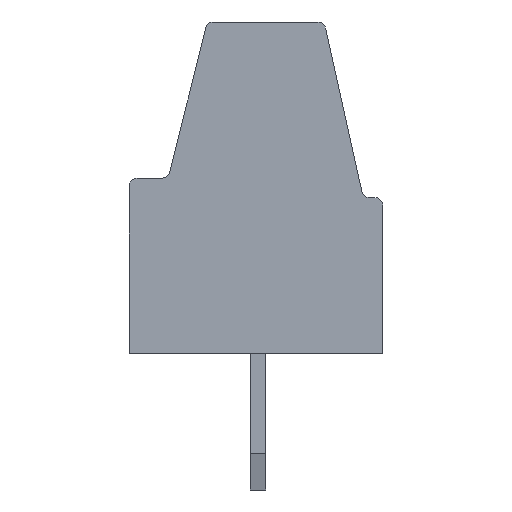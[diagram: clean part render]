
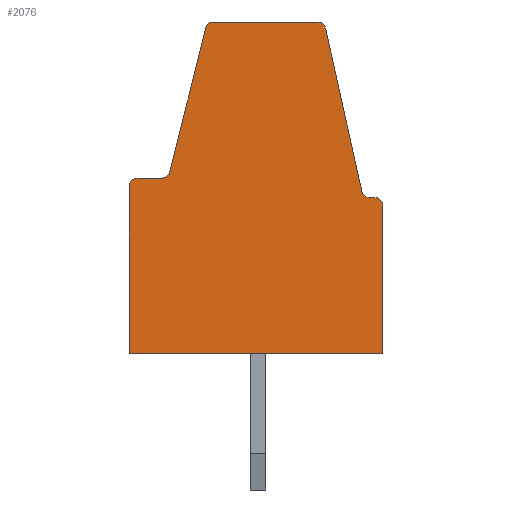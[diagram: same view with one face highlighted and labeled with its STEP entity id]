
A CAD part, left-side view. The second image highlights one B-rep face of the part: STEP entity #2076.
In plain terms, the highlighted planar face has unit normal (-1, 0, 0).
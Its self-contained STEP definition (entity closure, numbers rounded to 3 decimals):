
#60=CIRCLE('',#2214,0.2);
#62=CIRCLE('',#2219,0.2);
#68=CIRCLE('',#2228,0.2);
#69=CIRCLE('',#2233,0.2);
#70=CIRCLE('',#2237,0.2);
#71=CIRCLE('',#2238,0.2);
#240=FACE_OUTER_BOUND('',#360,.T.);
#360=EDGE_LOOP('',(#1819,#1820,#1821,#1822,#1823,#1824,#1825,#1826,#1827,
#1828,#1829,#1830,#1831,#1832));
#554=LINE('',#3216,#796);
#581=LINE('',#3268,#823);
#587=LINE('',#3285,#829);
#590=LINE('',#3290,#832);
#593=LINE('',#3300,#835);
#602=LINE('',#3327,#844);
#608=LINE('',#3342,#850);
#609=LINE('',#3344,#851);
#796=VECTOR('',#2640,1000.);
#823=VECTOR('',#2685,1000.);
#829=VECTOR('',#2699,1000.);
#832=VECTOR('',#2704,1000.);
#835=VECTOR('',#2715,1000.);
#844=VECTOR('',#2744,1000.);
#850=VECTOR('',#2762,1000.);
#851=VECTOR('',#2765,1000.);
#997=VERTEX_POINT('',#3214);
#998=VERTEX_POINT('',#3215);
#1013=VERTEX_POINT('',#3266);
#1014=VERTEX_POINT('',#3267);
#1017=VERTEX_POINT('',#3275);
#1018=VERTEX_POINT('',#3276);
#1021=VERTEX_POINT('',#3284);
#1023=VERTEX_POINT('',#3293);
#1025=VERTEX_POINT('',#3299);
#1032=VERTEX_POINT('',#3318);
#1033=VERTEX_POINT('',#3326);
#1034=VERTEX_POINT('',#3330);
#1035=VERTEX_POINT('',#3339);
#1036=VERTEX_POINT('',#3341);
#1242=EDGE_CURVE('',#997,#998,#554,.T.);
#1269=EDGE_CURVE('',#1013,#1014,#581,.T.);
#1273=EDGE_CURVE('',#1017,#1018,#60,.T.);
#1277=EDGE_CURVE('',#1021,#997,#587,.T.);
#1280=EDGE_CURVE('',#998,#1017,#590,.T.);
#1282=EDGE_CURVE('',#1023,#1021,#62,.T.);
#1285=EDGE_CURVE('',#1025,#1023,#593,.T.);
#1295=EDGE_CURVE('',#1025,#1032,#68,.T.);
#1299=EDGE_CURVE('',#1033,#1032,#602,.T.);
#1301=EDGE_CURVE('',#1034,#1013,#69,.T.);
#1306=EDGE_CURVE('',#1033,#1035,#70,.T.);
#1307=EDGE_CURVE('',#1036,#1035,#608,.T.);
#1308=EDGE_CURVE('',#1036,#1014,#71,.T.);
#1309=EDGE_CURVE('',#1018,#1034,#609,.T.);
#1819=ORIENTED_EDGE('',*,*,#1282,.F.);
#1820=ORIENTED_EDGE('',*,*,#1285,.F.);
#1821=ORIENTED_EDGE('',*,*,#1295,.T.);
#1822=ORIENTED_EDGE('',*,*,#1299,.F.);
#1823=ORIENTED_EDGE('',*,*,#1306,.T.);
#1824=ORIENTED_EDGE('',*,*,#1307,.F.);
#1825=ORIENTED_EDGE('',*,*,#1308,.T.);
#1826=ORIENTED_EDGE('',*,*,#1269,.F.);
#1827=ORIENTED_EDGE('',*,*,#1301,.F.);
#1828=ORIENTED_EDGE('',*,*,#1309,.F.);
#1829=ORIENTED_EDGE('',*,*,#1273,.F.);
#1830=ORIENTED_EDGE('',*,*,#1280,.F.);
#1831=ORIENTED_EDGE('',*,*,#1242,.F.);
#1832=ORIENTED_EDGE('',*,*,#1277,.F.);
#1966=PLANE('',#2236);
#2076=ADVANCED_FACE('',(#240),#1966,.F.);
#2214=AXIS2_PLACEMENT_3D('',#3277,#2691,#2692);
#2219=AXIS2_PLACEMENT_3D('',#3294,#2708,#2709);
#2228=AXIS2_PLACEMENT_3D('',#3319,#2733,#2734);
#2233=AXIS2_PLACEMENT_3D('',#3331,#2748,#2749);
#2236=AXIS2_PLACEMENT_3D('',#3338,#2758,#2759);
#2237=AXIS2_PLACEMENT_3D('',#3340,#2760,#2761);
#2238=AXIS2_PLACEMENT_3D('',#3343,#2763,#2764);
#2640=DIRECTION('',(0.,1.,0.));
#2685=DIRECTION('',(0.,-0.243,0.97));
#2691=DIRECTION('center_axis',(1.,0.,0.));
#2692=DIRECTION('ref_axis',(0.,1.,0.));
#2699=DIRECTION('',(0.,0.,-1.));
#2704=DIRECTION('',(0.,0.,1.));
#2708=DIRECTION('center_axis',(1.,0.,0.));
#2709=DIRECTION('ref_axis',(0.,1.,0.));
#2715=DIRECTION('',(0.,-1.,0.));
#2733=DIRECTION('center_axis',(1.,0.,0.));
#2734=DIRECTION('ref_axis',(0.,1.,0.));
#2744=DIRECTION('',(0.,-0.217,-0.976));
#2748=DIRECTION('center_axis',(-1.,0.,0.));
#2749=DIRECTION('ref_axis',(0.,-1.,0.));
#2758=DIRECTION('center_axis',(1.,0.,0.));
#2759=DIRECTION('ref_axis',(0.,1.,0.));
#2760=DIRECTION('center_axis',(-1.,0.,0.));
#2761=DIRECTION('ref_axis',(0.,-1.,0.));
#2762=DIRECTION('',(0.,-1.,0.));
#2763=DIRECTION('center_axis',(-1.,0.,0.));
#2764=DIRECTION('ref_axis',(0.,-1.,0.));
#2765=DIRECTION('',(0.,-1.,0.));
#3214=CARTESIAN_POINT('',(-5.28,-3.264,0.008));
#3215=CARTESIAN_POINT('',(-5.28,3.236,0.008));
#3216=CARTESIAN_POINT('',(-5.28,-3.264,0.008));
#3266=CARTESIAN_POINT('',(-5.28,2.198,4.66));
#3267=CARTESIAN_POINT('',(-5.28,1.274,8.357));
#3268=CARTESIAN_POINT('',(-5.28,2.198,4.66));
#3275=CARTESIAN_POINT('',(-5.28,3.236,4.308));
#3276=CARTESIAN_POINT('',(-5.28,3.036,4.508));
#3277=CARTESIAN_POINT('Origin',(-5.28,3.036,4.308));
#3284=CARTESIAN_POINT('',(-5.28,-3.264,3.808));
#3285=CARTESIAN_POINT('',(-5.28,-3.264,3.808));
#3290=CARTESIAN_POINT('',(-5.28,3.236,0.008));
#3293=CARTESIAN_POINT('',(-5.28,-3.064,4.008));
#3294=CARTESIAN_POINT('Origin',(-5.28,-3.064,3.808));
#3299=CARTESIAN_POINT('',(-5.28,-2.924,4.008));
#3300=CARTESIAN_POINT('',(-5.28,-2.924,4.008));
#3318=CARTESIAN_POINT('',(-5.28,-2.729,4.165));
#3319=CARTESIAN_POINT('Origin',(-5.28,-2.924,4.208));
#3326=CARTESIAN_POINT('',(-5.28,-1.799,8.352));
#3327=CARTESIAN_POINT('',(-5.28,-1.799,8.352));
#3330=CARTESIAN_POINT('',(-5.28,2.392,4.508));
#3331=CARTESIAN_POINT('Origin',(-5.28,2.392,4.708));
#3338=CARTESIAN_POINT('Origin',(-5.28,-3.064,3.808));
#3339=CARTESIAN_POINT('',(-5.28,-1.604,8.508));
#3340=CARTESIAN_POINT('Origin',(-5.28,-1.604,8.308));
#3341=CARTESIAN_POINT('',(-5.28,1.08,8.508));
#3342=CARTESIAN_POINT('',(-5.28,1.08,8.508));
#3343=CARTESIAN_POINT('Origin',(-5.28,1.08,8.308));
#3344=CARTESIAN_POINT('',(-5.28,3.036,4.508));
